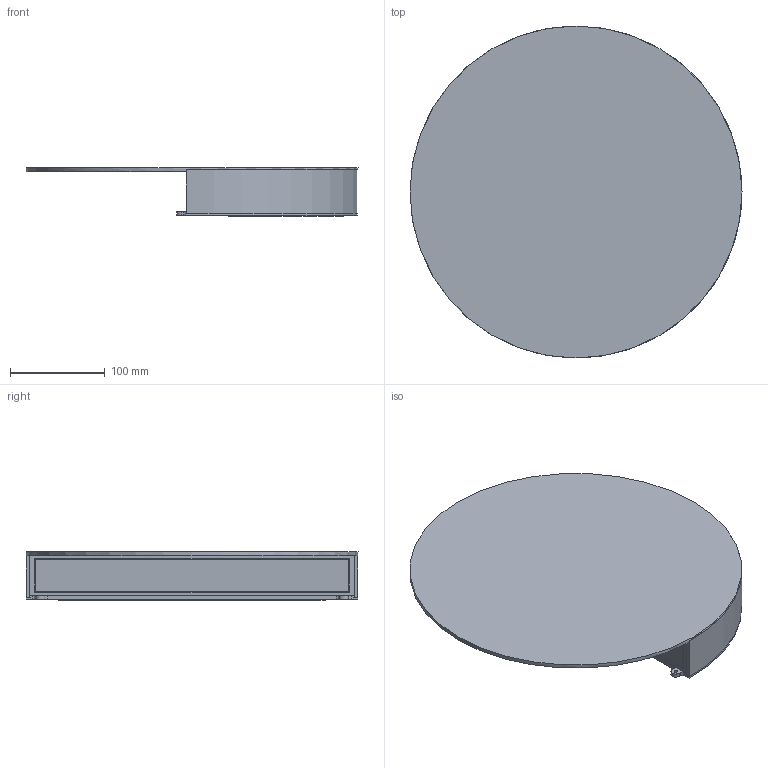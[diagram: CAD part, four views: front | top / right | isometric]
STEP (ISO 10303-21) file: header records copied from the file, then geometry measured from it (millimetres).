
FILE_DESCRIPTION(('STEP AP203'),'2;1');
FILE_NAME('COMPLESSIVO OJO APPLIQUE.stp','2024-07-01T09:44:19',(''),(''),'2009.3.110','THINKDESIGN','');
FILE_SCHEMA(('CONFIG_CONTROL_DESIGN'));
Length unit declared in the file: millimetre
Bounding box: 350 x 350 x 51.18 mm (x, y, z)
Volume: 796522.8 mm3; surface area: 477974.4 mm2
Topology: 13 solids, 13 shells, 225 faces, 630 edges, 435 vertices
Faces by surface type: plane 106, cylinder 105, bspline 14
Full cylindrical faces by diameter (mm): 2.5 x8, 3.3 x4, 3.5 x6, 3.623 x2, 4 x4, 6.5 x2, 12 x2, 350 x1
Entity records: 8634 total; most frequent: CARTESIAN_POINT 2370, DIRECTION 1333, ORIENTED_EDGE 1260, EDGE_CURVE 630, AXIS2_PLACEMENT_3D 502, VERTEX_POINT 435, VECTOR 329, LINE 329
